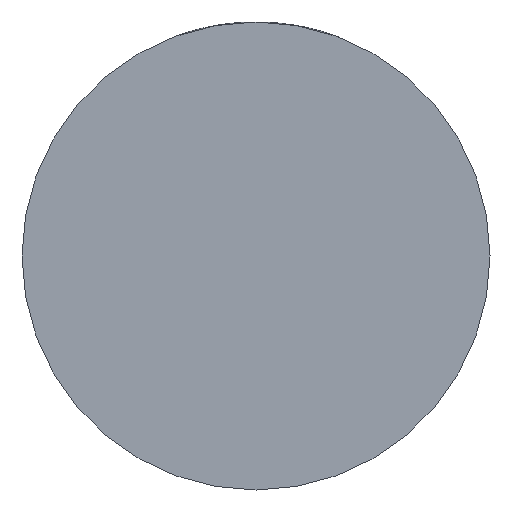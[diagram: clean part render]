
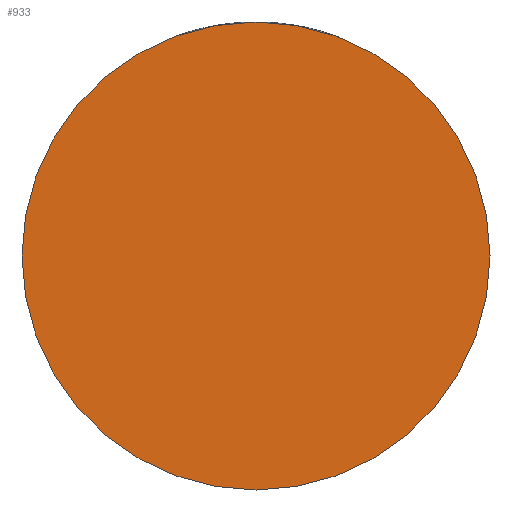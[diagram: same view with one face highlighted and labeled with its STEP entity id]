
A CAD part, front view. The second image highlights one B-rep face of the part: STEP entity #933.
In plain terms, the highlighted planar face has unit normal (0, -1, 0).
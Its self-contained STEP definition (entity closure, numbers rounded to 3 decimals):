
#57 = VERTEX_POINT ( 'NONE', #953 ) ;
#59 = ORIENTED_EDGE ( 'NONE', *, *, #76, .F. ) ;
#61 = DIRECTION ( 'NONE',  ( 0., 1., 0. ) ) ;
#76 = EDGE_CURVE ( 'NONE', #57, #1164, #396, .T. ) ;
#84 = AXIS2_PLACEMENT_3D ( 'NONE', #724, #227, #609 ) ;
#227 = DIRECTION ( 'NONE',  ( 0., 1., 0. ) ) ;
#253 = DIRECTION ( 'NONE',  ( 0., 1., 0. ) ) ;
#346 = DIRECTION ( 'NONE',  ( 0., 0., 1. ) ) ;
#376 = CARTESIAN_POINT ( 'NONE',  ( 0., 0., -4.5 ) ) ;
#377 = CIRCLE ( 'NONE', #568, 4.5 ) ;
#396 = CIRCLE ( 'NONE', #861, 4.5 ) ;
#403 = ORIENTED_EDGE ( 'NONE', *, *, #664, .F. ) ;
#407 = PLANE ( 'NONE',  #84 ) ;
#442 = CARTESIAN_POINT ( 'NONE',  ( 0., 0., 0. ) ) ;
#568 = AXIS2_PLACEMENT_3D ( 'NONE', #442, #61, #976 ) ;
#609 = DIRECTION ( 'NONE',  ( 0., 0., 1. ) ) ;
#618 = EDGE_LOOP ( 'NONE', ( #403, #59 ) ) ;
#664 = EDGE_CURVE ( 'NONE', #1164, #57, #377, .T. ) ;
#724 = CARTESIAN_POINT ( 'NONE',  ( 0., 0., 0. ) ) ;
#782 = FACE_OUTER_BOUND ( 'NONE', #618, .T. ) ;
#851 = CARTESIAN_POINT ( 'NONE',  ( 0., 0., 0. ) ) ;
#861 = AXIS2_PLACEMENT_3D ( 'NONE', #851, #253, #346 ) ;
#933 = ADVANCED_FACE ( 'NONE', ( #782 ), #407, .F. ) ;
#953 = CARTESIAN_POINT ( 'NONE',  ( 0., 0., 4.5 ) ) ;
#976 = DIRECTION ( 'NONE',  ( 0., 0., 1. ) ) ;
#1164 = VERTEX_POINT ( 'NONE', #376 ) ;
